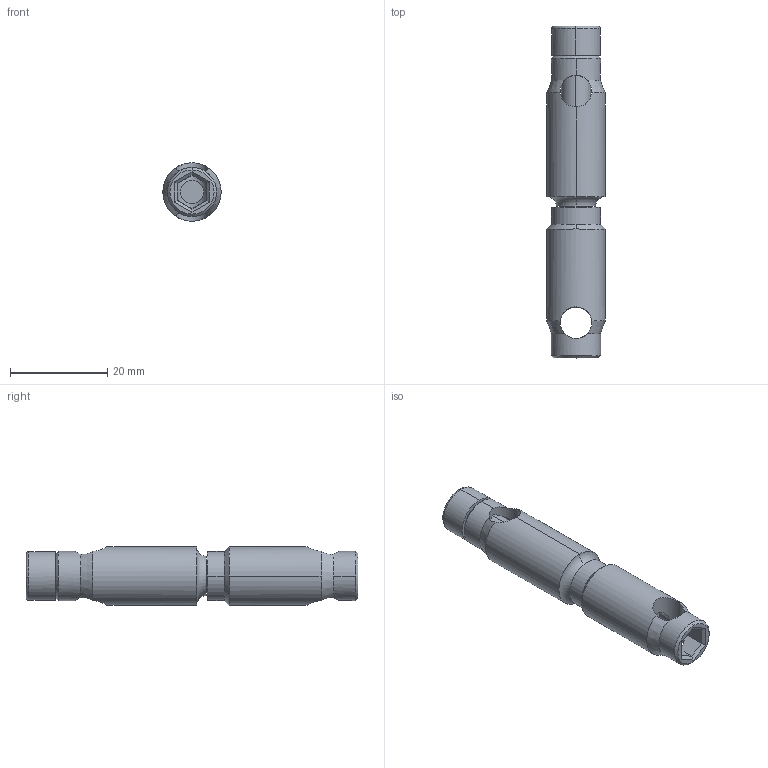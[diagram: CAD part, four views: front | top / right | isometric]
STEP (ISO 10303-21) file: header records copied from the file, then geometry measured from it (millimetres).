
FILE_DESCRIPTION (( 'STEP AP203' ), '1' );
FILE_NAME ('151105.step', '2021-06-03T16:18:36', ( '' ), ( '' ), 'SwSTEP 2.0', 'SolidWorks 2021', '' );
FILE_SCHEMA (( 'CONFIG_CONTROL_DESIGN' ));
Length unit declared in the file: millimetre
Products named in the file (1): 151105
Bounding box: 12 x 68.36 x 12 mm (x, y, z)
Volume: 5926.2 mm3; surface area: 5107 mm2
Topology: 3 solids, 3 shells, 261 faces, 599 edges, 343 vertices
Faces by surface type: cone 115, cylinder 74, plane 64, torus 8
Entity records: 8134 total; most frequent: CARTESIAN_POINT 2111, DIRECTION 1329, ORIENTED_EDGE 1194, EDGE_CURVE 597, AXIS2_PLACEMENT_3D 513, VERTEX_POINT 343, VECTOR 303, LINE 303
